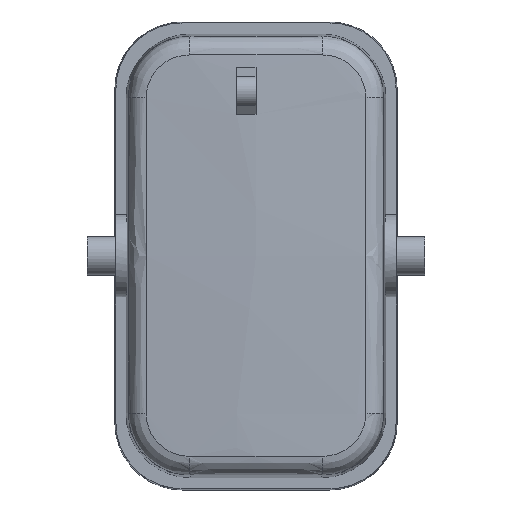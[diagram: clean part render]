
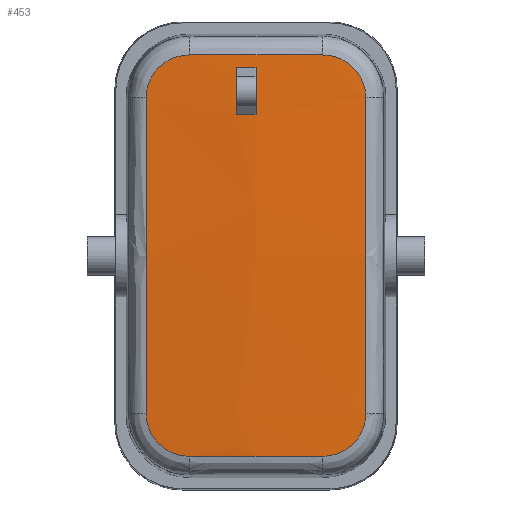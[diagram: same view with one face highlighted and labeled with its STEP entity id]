
A CAD part, top view. The second image highlights one B-rep face of the part: STEP entity #453.
In plain terms, the highlighted face is a revolution surface.
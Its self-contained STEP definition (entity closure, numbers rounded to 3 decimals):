
#196=CARTESIAN_POINT('Control Point',(17.45,43.218,23.2)) ;
#197=CARTESIAN_POINT('Control Point',(17.124,43.218,23.2)) ;
#198=CARTESIAN_POINT('Control Point',(16.798,43.188,23.2)) ;
#199=CARTESIAN_POINT('Control Point',(16.476,43.128,23.2)) ;
#200=CARTESIAN_POINT('Control Point',(16.076,43.016,23.2)) ;
#201=CARTESIAN_POINT('Control Point',(15.691,42.865,23.2)) ;
#202=CARTESIAN_POINT('Control Point',(15.61,42.832,23.2)) ;
#203=CARTESIAN_POINT('Control Point',(15.53,42.796,23.2)) ;
#204=CARTESIAN_POINT('Control Point',(15.45,42.759,23.2)) ;
#205=CARTESIAN_POINT('Vertex',(17.45,43.218,23.2)) ;
#207=CARTESIAN_POINT('Vertex',(15.45,42.759,23.2)) ;
#243=CARTESIAN_POINT('Vertex',(17.45,38.828,23.323)) ;
#247=CARTESIAN_POINT('Control Point',(17.45,38.828,23.323)) ;
#248=CARTESIAN_POINT('Control Point',(17.45,39.706,23.302)) ;
#249=CARTESIAN_POINT('Control Point',(17.45,40.584,23.279)) ;
#250=CARTESIAN_POINT('Control Point',(17.45,41.462,23.254)) ;
#251=CARTESIAN_POINT('Control Point',(17.45,42.34,23.228)) ;
#252=CARTESIAN_POINT('Control Point',(17.45,43.218,23.2)) ;
#310=CARTESIAN_POINT('Control Point',(15.45,42.759,23.2)) ;
#311=CARTESIAN_POINT('Control Point',(15.45,41.972,23.224)) ;
#312=CARTESIAN_POINT('Control Point',(15.45,41.185,23.247)) ;
#313=CARTESIAN_POINT('Control Point',(15.45,40.397,23.269)) ;
#314=CARTESIAN_POINT('Control Point',(15.45,39.61,23.29)) ;
#315=CARTESIAN_POINT('Control Point',(15.45,38.822,23.309)) ;
#316=CARTESIAN_POINT('Vertex',(15.45,38.822,23.309)) ;
#351=CARTESIAN_POINT('Control Point',(17.45,45.097,23.138)) ;
#352=CARTESIAN_POINT('Control Point',(17.45,31.18,23.622)) ;
#353=CARTESIAN_POINT('Control Point',(17.45,17.247,23.622)) ;
#354=CARTESIAN_POINT('Control Point',(17.45,3.33,23.138)) ;
#355=CARTESIAN_POINT('Axis1P Location',(17.45,24.213,-116.)) ;
#360=CARTESIAN_POINT('Control Point',(28.813,7.859,22.814)) ;
#361=CARTESIAN_POINT('Control Point',(28.807,18.759,23.113)) ;
#362=CARTESIAN_POINT('Control Point',(28.807,29.668,23.113)) ;
#363=CARTESIAN_POINT('Control Point',(28.813,40.568,22.814)) ;
#364=CARTESIAN_POINT('Vertex',(28.813,7.859,22.814)) ;
#366=CARTESIAN_POINT('Vertex',(28.813,40.568,22.814)) ;
#370=CARTESIAN_POINT('Control Point',(28.813,40.568,22.814)) ;
#371=CARTESIAN_POINT('Control Point',(28.814,41.957,22.776)) ;
#372=CARTESIAN_POINT('Control Point',(28.262,43.35,22.779)) ;
#373=CARTESIAN_POINT('Control Point',(27.148,44.442,22.833)) ;
#374=CARTESIAN_POINT('Control Point',(25.748,44.981,22.901)) ;
#375=CARTESIAN_POINT('Control Point',(24.349,44.98,22.97)) ;
#376=CARTESIAN_POINT('Vertex',(24.349,44.98,22.97)) ;
#380=CARTESIAN_POINT('Control Point',(10.551,44.98,22.97)) ;
#381=CARTESIAN_POINT('Control Point',(15.147,44.976,23.199)) ;
#382=CARTESIAN_POINT('Control Point',(19.753,44.976,23.199)) ;
#383=CARTESIAN_POINT('Control Point',(24.349,44.98,22.97)) ;
#384=CARTESIAN_POINT('Vertex',(10.551,44.98,22.97)) ;
#388=CARTESIAN_POINT('Control Point',(10.551,44.98,22.97)) ;
#389=CARTESIAN_POINT('Control Point',(9.152,44.981,22.901)) ;
#390=CARTESIAN_POINT('Control Point',(7.752,44.442,22.833)) ;
#391=CARTESIAN_POINT('Control Point',(6.638,43.35,22.779)) ;
#392=CARTESIAN_POINT('Control Point',(6.086,41.957,22.776)) ;
#393=CARTESIAN_POINT('Control Point',(6.087,40.568,22.814)) ;
#394=CARTESIAN_POINT('Vertex',(6.087,40.568,22.814)) ;
#398=CARTESIAN_POINT('Control Point',(6.087,40.568,22.814)) ;
#399=CARTESIAN_POINT('Control Point',(6.093,29.668,23.113)) ;
#400=CARTESIAN_POINT('Control Point',(6.093,18.76,23.113)) ;
#401=CARTESIAN_POINT('Control Point',(6.087,7.859,22.814)) ;
#402=CARTESIAN_POINT('Vertex',(6.087,7.859,22.814)) ;
#406=CARTESIAN_POINT('Control Point',(6.087,7.859,22.814)) ;
#407=CARTESIAN_POINT('Control Point',(6.086,6.47,22.776)) ;
#408=CARTESIAN_POINT('Control Point',(6.638,5.077,22.779)) ;
#409=CARTESIAN_POINT('Control Point',(7.752,3.985,22.833)) ;
#410=CARTESIAN_POINT('Control Point',(9.152,3.446,22.901)) ;
#411=CARTESIAN_POINT('Control Point',(10.551,3.447,22.97)) ;
#412=CARTESIAN_POINT('Vertex',(10.551,3.447,22.97)) ;
#416=CARTESIAN_POINT('Control Point',(24.349,3.447,22.97)) ;
#417=CARTESIAN_POINT('Control Point',(19.753,3.451,23.199)) ;
#418=CARTESIAN_POINT('Control Point',(15.147,3.451,23.199)) ;
#419=CARTESIAN_POINT('Control Point',(10.551,3.447,22.97)) ;
#420=CARTESIAN_POINT('Vertex',(24.349,3.447,22.97)) ;
#424=CARTESIAN_POINT('Control Point',(24.349,3.447,22.97)) ;
#425=CARTESIAN_POINT('Control Point',(25.748,3.446,22.901)) ;
#426=CARTESIAN_POINT('Control Point',(27.148,3.985,22.833)) ;
#427=CARTESIAN_POINT('Control Point',(28.262,5.077,22.779)) ;
#428=CARTESIAN_POINT('Control Point',(28.814,6.47,22.776)) ;
#429=CARTESIAN_POINT('Control Point',(28.813,7.859,22.814)) ;
#442=CARTESIAN_POINT('Control Point',(17.45,38.828,23.323)) ;
#443=CARTESIAN_POINT('Control Point',(16.783,38.828,23.323)) ;
#444=CARTESIAN_POINT('Control Point',(16.117,38.826,23.318)) ;
#445=CARTESIAN_POINT('Control Point',(15.45,38.822,23.309)) ;
#356=DIRECTION('Axis1P Direction',(-0.,1.,0.)) ;
#357=AXIS1_PLACEMENT('Revolution Surface Axis1P',#355,#356) ;
#432=ORIENTED_EDGE('',*,*,#368,.T.) ;
#433=ORIENTED_EDGE('',*,*,#378,.T.) ;
#434=ORIENTED_EDGE('',*,*,#386,.T.) ;
#435=ORIENTED_EDGE('',*,*,#396,.T.) ;
#436=ORIENTED_EDGE('',*,*,#404,.T.) ;
#437=ORIENTED_EDGE('',*,*,#414,.T.) ;
#438=ORIENTED_EDGE('',*,*,#422,.T.) ;
#439=ORIENTED_EDGE('',*,*,#430,.T.) ;
#448=ORIENTED_EDGE('',*,*,#209,.F.) ;
#449=ORIENTED_EDGE('',*,*,#253,.F.) ;
#450=ORIENTED_EDGE('',*,*,#446,.T.) ;
#451=ORIENTED_EDGE('',*,*,#318,.F.) ;
#452=FACE_BOUND('',#447,.T.) ;
#453=ADVANCED_FACE('Hauptk\X2\00F6\X0\rper',(#440,#452),#358,.F.) ;
#195=B_SPLINE_CURVE_WITH_KNOTS('',5,(#196,#197,#198,#199,#200,#201,#202,#203,#204),.UNSPECIFIED.,.F.,.U.,(6,3,6),(0.,2.306,2.926),.UNSPECIFIED.) ;
#246=B_SPLINE_CURVE_WITH_KNOTS('',5,(#247,#248,#249,#250,#251,#252),.UNSPECIFIED.,.F.,.U.,(6,6),(0.063,6.275),.UNSPECIFIED.) ;
#309=B_SPLINE_CURVE_WITH_KNOTS('',5,(#310,#311,#312,#313,#314,#315),.UNSPECIFIED.,.F.,.U.,(6,6),(0.,5.57),.UNSPECIFIED.) ;
#350=B_SPLINE_CURVE_WITH_KNOTS('',3,(#351,#352,#353,#354),.UNSPECIFIED.,.F.,.U.,(4,4),(921.59,963.365),.UNSPECIFIED.) ;
#359=B_SPLINE_CURVE_WITH_KNOTS('',3,(#360,#361,#362,#363),.UNSPECIFIED.,.F.,.U.,(4,4),(22.009,68.195),.UNSPECIFIED.) ;
#369=B_SPLINE_CURVE_WITH_KNOTS('',5,(#370,#371,#372,#373,#374,#375),.UNSPECIFIED.,.F.,.U.,(6,6),(18.852,31.417),.UNSPECIFIED.) ;
#379=B_SPLINE_CURVE_WITH_KNOTS('',3,(#380,#381,#382,#383),.UNSPECIFIED.,.F.,.U.,(4,4),(16.404,35.793),.UNSPECIFIED.) ;
#387=B_SPLINE_CURVE_WITH_KNOTS('',5,(#388,#389,#390,#391,#392,#393),.UNSPECIFIED.,.F.,.U.,(6,6),(18.833,31.398),.UNSPECIFIED.) ;
#397=B_SPLINE_CURVE_WITH_KNOTS('',3,(#398,#399,#400,#401),.UNSPECIFIED.,.F.,.U.,(4,4),(22.009,68.195),.UNSPECIFIED.) ;
#405=B_SPLINE_CURVE_WITH_KNOTS('',5,(#406,#407,#408,#409,#410,#411),.UNSPECIFIED.,.F.,.U.,(6,6),(18.852,31.417),.UNSPECIFIED.) ;
#415=B_SPLINE_CURVE_WITH_KNOTS('',3,(#416,#417,#418,#419),.UNSPECIFIED.,.F.,.U.,(4,4),(16.404,35.793),.UNSPECIFIED.) ;
#423=B_SPLINE_CURVE_WITH_KNOTS('',5,(#424,#425,#426,#427,#428,#429),.UNSPECIFIED.,.F.,.U.,(6,6),(18.833,31.398),.UNSPECIFIED.) ;
#441=B_SPLINE_CURVE_WITH_KNOTS('',3,(#442,#443,#444,#445),.UNSPECIFIED.,.F.,.U.,(4,4),(0.,2.828),.UNSPECIFIED.) ;
#209=EDGE_CURVE('',#206,#208,#195,.T.) ;
#253=EDGE_CURVE('',#244,#206,#246,.T.) ;
#318=EDGE_CURVE('',#208,#317,#309,.T.) ;
#368=EDGE_CURVE('',#365,#367,#359,.T.) ;
#378=EDGE_CURVE('',#367,#377,#369,.T.) ;
#386=EDGE_CURVE('',#377,#385,#379,.F.) ;
#396=EDGE_CURVE('',#385,#395,#387,.T.) ;
#404=EDGE_CURVE('',#395,#403,#397,.T.) ;
#414=EDGE_CURVE('',#403,#413,#405,.T.) ;
#422=EDGE_CURVE('',#413,#421,#415,.F.) ;
#430=EDGE_CURVE('',#421,#365,#423,.T.) ;
#446=EDGE_CURVE('',#244,#317,#441,.T.) ;
#431=EDGE_LOOP('',(#432,#433,#434,#435,#436,#437,#438,#439)) ;
#447=EDGE_LOOP('',(#448,#449,#450,#451)) ;
#440=FACE_OUTER_BOUND('',#431,.T.) ;
#358=SURFACE_OF_REVOLUTION('Surface of Revolution',#350,#357) ;
#206=VERTEX_POINT('',#205) ;
#208=VERTEX_POINT('',#207) ;
#244=VERTEX_POINT('',#243) ;
#317=VERTEX_POINT('',#316) ;
#365=VERTEX_POINT('',#364) ;
#367=VERTEX_POINT('',#366) ;
#377=VERTEX_POINT('',#376) ;
#385=VERTEX_POINT('',#384) ;
#395=VERTEX_POINT('',#394) ;
#403=VERTEX_POINT('',#402) ;
#413=VERTEX_POINT('',#412) ;
#421=VERTEX_POINT('',#420) ;
